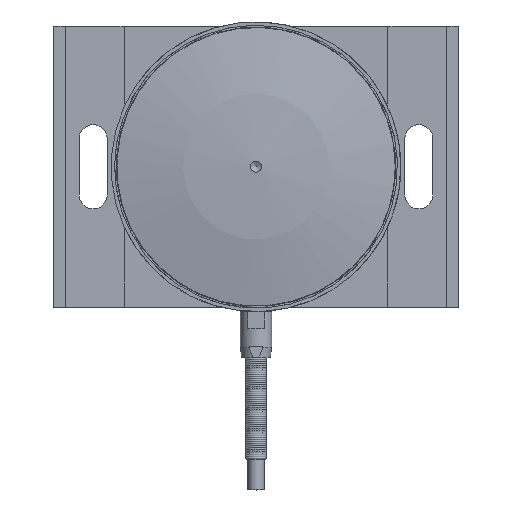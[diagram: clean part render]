
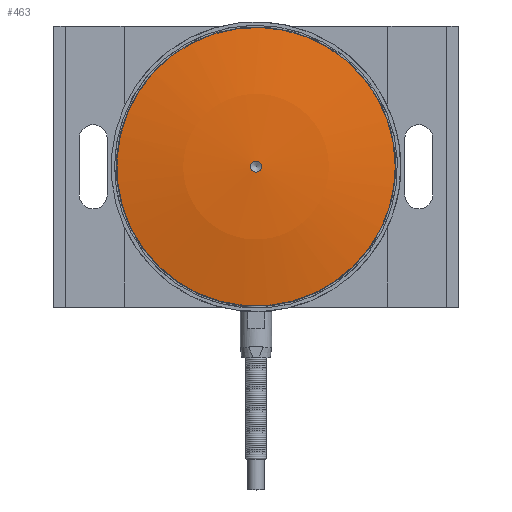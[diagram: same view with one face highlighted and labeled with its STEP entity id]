
A CAD part, top view. The second image highlights one B-rep face of the part: STEP entity #463.
In plain terms, the highlighted spherical face has radius 152.4 mm.
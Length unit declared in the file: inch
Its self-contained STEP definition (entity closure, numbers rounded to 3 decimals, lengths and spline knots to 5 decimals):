
#427=CARTESIAN_POINT('',(0.0,0.,-5.70926));
#428=DIRECTION('',(0.0,0.0,1.0));
#429=DIRECTION('',(1.0,0.0,0.0));
#430=AXIS2_PLACEMENT_3D('',#427,#428,#429);
#431=SPHERICAL_SURFACE('',#430,6.0);
#432=CARTESIAN_POINT('',(-1.24,0.,0.16121));
#433=VERTEX_POINT('',#432);
#434=CARTESIAN_POINT('',(0.0,0.,0.16121));
#435=DIRECTION('',(0.0,0.0,-1.0));
#436=DIRECTION('',(1.0,0.0,0.0));
#437=AXIS2_PLACEMENT_3D('',#434,#435,#436);
#438=CIRCLE('',#437,1.24);
#439=EDGE_CURVE('',#433,#433,#438,.T.);
#440=ORIENTED_EDGE('',*,*,#439,.F.);
#441=EDGE_LOOP('',(#440));
#442=FACE_OUTER_BOUND('',#441,.T.);
#443=CARTESIAN_POINT('',(-0.05001,0.,0.29053));
#444=VERTEX_POINT('',#443);
#445=CARTESIAN_POINT('',(0.,-0.05001,0.29053));
#446=VERTEX_POINT('',#445);
#447=CARTESIAN_POINT('',(0.0,0.,0.29053));
#448=DIRECTION('',(0.0,0.0,-1.0));
#449=DIRECTION('',(1.0,0.0,0.0));
#450=AXIS2_PLACEMENT_3D('',#447,#448,#449);
#451=CIRCLE('',#450,0.05001);
#452=EDGE_CURVE('',#444,#446,#451,.T.);
#453=ORIENTED_EDGE('',*,*,#452,.T.);
#454=CARTESIAN_POINT('',(0.0,0.,0.29053));
#455=DIRECTION('',(0.0,0.0,-1.0));
#456=DIRECTION('',(1.0,0.0,0.0));
#457=AXIS2_PLACEMENT_3D('',#454,#455,#456);
#458=CIRCLE('',#457,0.05001);
#459=EDGE_CURVE('',#446,#444,#458,.T.);
#460=ORIENTED_EDGE('',*,*,#459,.T.);
#461=EDGE_LOOP('',(#453,#460));
#462=FACE_BOUND('',#461,.T.);
#463=ADVANCED_FACE('',(#442,#462),#431,.T.);
